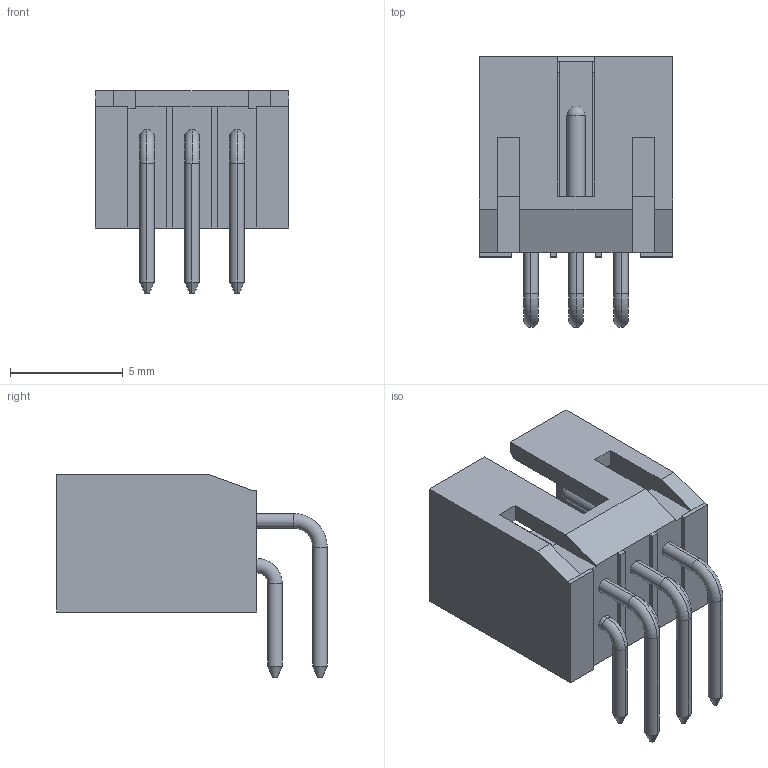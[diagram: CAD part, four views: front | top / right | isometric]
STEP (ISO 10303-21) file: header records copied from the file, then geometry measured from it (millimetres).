
FILE_DESCRIPTION (( 'STEP AP214' ), '1' );
FILE_NAME ('F0JL24-S06RD000-01-REF .STEP', '2025-04-07T01:43:21', ( '' ), ( '' ), 'SwSTEP 2.0', 'SolidWorks 2021', '' );
FILE_SCHEMA (( 'AUTOMOTIVE_DESIGN' ));
Length unit declared in the file: millimetre
Products named in the file (1): F0JL24-S06RD000-01-REF 
Bounding box: 8.6 x 12.03 x 9 mm (x, y, z)
Volume: 270.9 mm3; surface area: 667.9 mm2
Topology: 1 solids, 1 shells, 160 faces, 386 edges, 230 vertices
Faces by surface type: plane 76, cylinder 48, cone 12, torus 12, sphere 12
Entity records: 4454 total; most frequent: DIRECTION 810, CARTESIAN_POINT 741, ORIENTED_EDGE 724, EDGE_CURVE 362, AXIS2_PLACEMENT_3D 287, VECTOR 236, LINE 236, VERTEX_POINT 218
